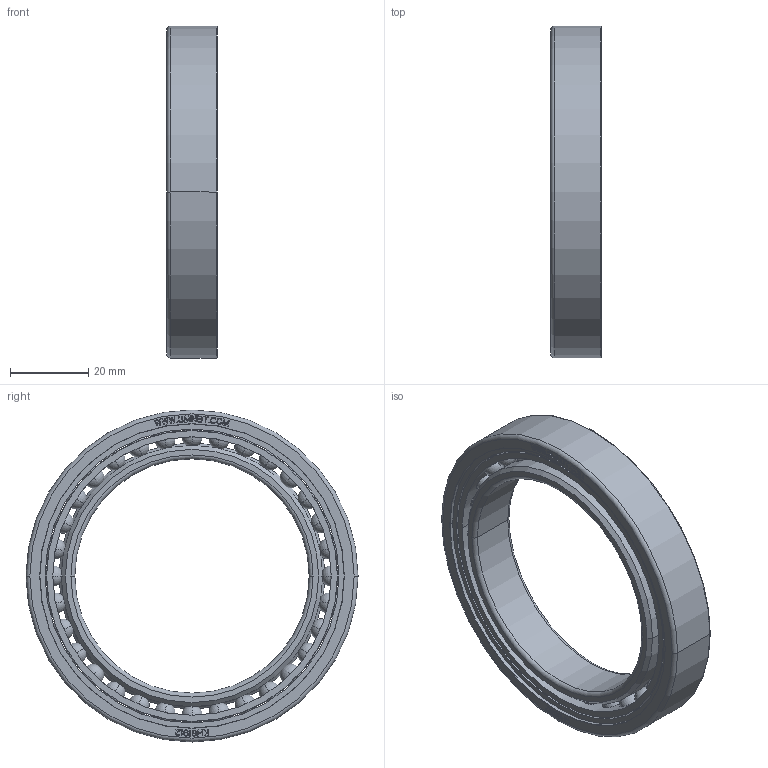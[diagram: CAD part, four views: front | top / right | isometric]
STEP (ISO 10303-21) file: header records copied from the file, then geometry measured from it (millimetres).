
FILE_DESCRIPTION((''),'2;1');
FILE_NAME('KH61912_PRT','2014-11-17T',('sales 4'),(''),'PRO/ENGINEER BY PARAMETRIC TECHNOLOGY CORPORATION, 2013150','PRO/ENGINEER BY PARAMETRIC TECHNOLOGY CORPORATION, 2013150','');
FILE_SCHEMA(('AUTOMOTIVE_DESIGN { 1 0 10303 214 1 1 1 1 }'));
Length unit declared in the file: millimetre
Products named in the file (1): KH61912_PRT
Bounding box: 13.01 x 85 x 85 mm (x, y, z)
Volume: 27902.6 mm3; surface area: 23095.7 mm2
Topology: 35 solids, 35 shells, 645 faces, 1816 edges, 1136 vertices
Faces by surface type: plane 477, cylinder 82, sphere 64, torus 12, cone 10
Entity records: 33411 total; most frequent: CARTESIAN_POINT 11833, ORIENTED_EDGE 3376, DIRECTION 2982, PRESENTATION_STYLE_ASSIGNMENT 1749, STYLED_ITEM 1723, CURVE_STYLE 1688, EDGE_CURVE 1688, VECTOR 1428
